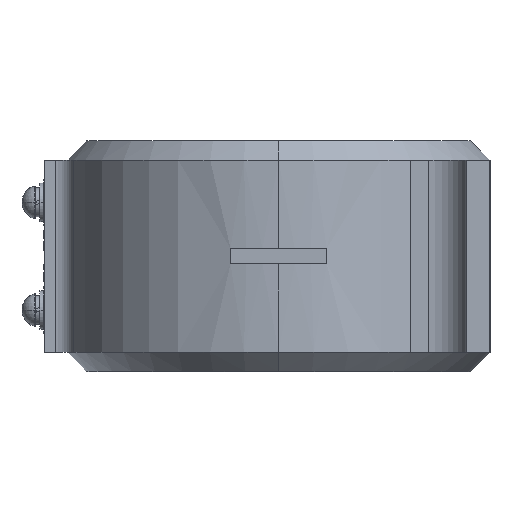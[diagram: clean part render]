
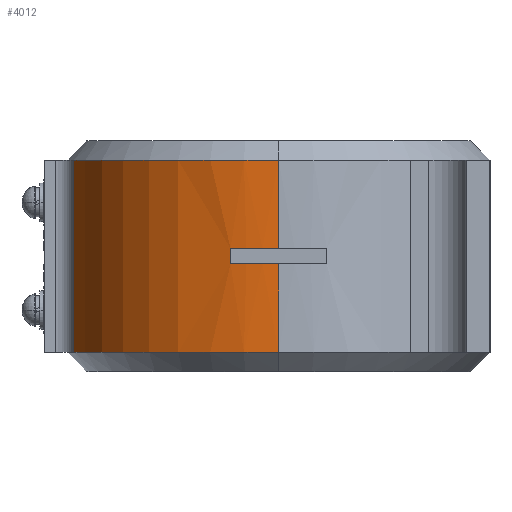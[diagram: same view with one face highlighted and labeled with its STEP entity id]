
A CAD part, left-side view. The second image highlights one B-rep face of the part: STEP entity #4012.
In plain terms, the highlighted cylindrical face has radius 55 mm (diameter 110 mm), a partial arc.
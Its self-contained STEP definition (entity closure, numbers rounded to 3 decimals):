
#341 = CARTESIAN_POINT ( 'NONE',  ( 11.812, 147.187, 214.173 ) ) ;
#354 = DIRECTION ( 'NONE',  ( 0., 0., -1. ) ) ;
#627 = EDGE_CURVE ( 'NONE', #4843, #13125, #5943, .T. ) ;
#667 = CARTESIAN_POINT ( 'NONE',  ( -27.999, 106.433, 191.173 ) ) ;
#729 = CARTESIAN_POINT ( 'NONE',  ( 25.562, 93.933, 187.173 ) ) ;
#1017 = DIRECTION ( 'NONE',  ( 0., 0., -1. ) ) ;
#1046 = CARTESIAN_POINT ( 'NONE',  ( -29.438, 93.933, 164.173 ) ) ;
#1131 = CARTESIAN_POINT ( 'NONE',  ( 25.562, 93.933, 191.173 ) ) ;
#1151 = EDGE_CURVE ( 'NONE', #6908, #1165, #5491, .T. ) ;
#1165 = VERTEX_POINT ( 'NONE', #4476 ) ;
#1252 = CARTESIAN_POINT ( 'NONE',  ( 25.562, 93.933, 214.173 ) ) ;
#1291 = VECTOR ( 'NONE', #1017, 1000. ) ;
#1899 = CIRCLE ( 'NONE', #9449, 55. ) ;
#2244 = DIRECTION ( 'NONE',  ( -1., 0., 0. ) ) ;
#2412 = CARTESIAN_POINT ( 'NONE',  ( 25.562, 93.933, 164.173 ) ) ;
#2589 = EDGE_LOOP ( 'NONE', ( #8058, #6171, #10601, #4251, #4574, #5219, #4719, #9985 ) ) ;
#2719 = EDGE_CURVE ( 'NONE', #10587, #6908, #3857, .T. ) ;
#2771 = AXIS2_PLACEMENT_3D ( 'NONE', #7369, #11432, #2244 ) ;
#2969 = VECTOR ( 'NONE', #7930, 1000. ) ;
#3614 = VECTOR ( 'NONE', #354, 1000. ) ;
#3828 = CARTESIAN_POINT ( 'NONE',  ( -29.438, 93.933, 219.173 ) ) ;
#3857 = CIRCLE ( 'NONE', #13016, 55. ) ;
#4012 = ADVANCED_FACE ( 'NONE', ( #5197 ), #9342, .T. ) ;
#4251 = ORIENTED_EDGE ( 'NONE', *, *, #7451, .T. ) ;
#4378 = EDGE_CURVE ( 'NONE', #10984, #9528, #6122, .T. ) ;
#4476 = CARTESIAN_POINT ( 'NONE',  ( 11.812, 147.187, 164.173 ) ) ;
#4574 = ORIENTED_EDGE ( 'NONE', *, *, #4378, .F. ) ;
#4719 = ORIENTED_EDGE ( 'NONE', *, *, #627, .F. ) ;
#4830 = DIRECTION ( 'NONE',  ( 0., 0., 1. ) ) ;
#4843 = VERTEX_POINT ( 'NONE', #667 ) ;
#4920 = VERTEX_POINT ( 'NONE', #5082 ) ;
#5082 = CARTESIAN_POINT ( 'NONE',  ( -29.438, 93.933, 191.173 ) ) ;
#5197 = FACE_OUTER_BOUND ( 'NONE', #2589, .T. ) ;
#5219 = ORIENTED_EDGE ( 'NONE', *, *, #12104, .F. ) ;
#5222 = DIRECTION ( 'NONE',  ( 0., 0., -1. ) ) ;
#5364 = DIRECTION ( 'NONE',  ( 0., 0., -1. ) ) ;
#5491 = LINE ( 'NONE', #9611, #3614 ) ;
#5745 = AXIS2_PLACEMENT_3D ( 'NONE', #729, #4830, #8948 ) ;
#5943 = LINE ( 'NONE', #9743, #6260 ) ;
#6122 = LINE ( 'NONE', #10244, #1291 ) ;
#6171 = ORIENTED_EDGE ( 'NONE', *, *, #2719, .T. ) ;
#6260 = VECTOR ( 'NONE', #12035, 1000. ) ;
#6510 = DIRECTION ( 'NONE',  ( 0., 0., 1. ) ) ;
#6908 = VERTEX_POINT ( 'NONE', #341 ) ;
#7369 = CARTESIAN_POINT ( 'NONE',  ( 25.562, 93.933, 219.173 ) ) ;
#7451 = EDGE_CURVE ( 'NONE', #1165, #9528, #1899, .T. ) ;
#7764 = CIRCLE ( 'NONE', #9703, 55. ) ;
#7930 = DIRECTION ( 'NONE',  ( 0., 0., -1. ) ) ;
#8058 = ORIENTED_EDGE ( 'NONE', *, *, #12105, .F. ) ;
#8948 = DIRECTION ( 'NONE',  ( 0., -1., 0. ) ) ;
#9307 = EDGE_CURVE ( 'NONE', #4920, #4843, #7764, .T. ) ;
#9342 = CYLINDRICAL_SURFACE ( 'NONE', #2771, 55. ) ;
#9360 = DIRECTION ( 'NONE',  ( 0., 1., 0. ) ) ;
#9449 = AXIS2_PLACEMENT_3D ( 'NONE', #2412, #6510, #10608 ) ;
#9487 = DIRECTION ( 'NONE',  ( 1., 0., 0. ) ) ;
#9528 = VERTEX_POINT ( 'NONE', #1046 ) ;
#9611 = CARTESIAN_POINT ( 'NONE',  ( 11.812, 147.187, 219.173 ) ) ;
#9703 = AXIS2_PLACEMENT_3D ( 'NONE', #1131, #5222, #9360 ) ;
#9743 = CARTESIAN_POINT ( 'NONE',  ( -27.999, 106.433, 219.173 ) ) ;
#9860 = CIRCLE ( 'NONE', #5745, 55. ) ;
#9985 = ORIENTED_EDGE ( 'NONE', *, *, #9307, .F. ) ;
#10244 = CARTESIAN_POINT ( 'NONE',  ( -29.438, 93.933, 219.173 ) ) ;
#10587 = VERTEX_POINT ( 'NONE', #11385 ) ;
#10601 = ORIENTED_EDGE ( 'NONE', *, *, #1151, .T. ) ;
#10608 = DIRECTION ( 'NONE',  ( 1., 0., 0. ) ) ;
#10984 = VERTEX_POINT ( 'NONE', #11087 ) ;
#11087 = CARTESIAN_POINT ( 'NONE',  ( -29.438, 93.933, 187.173 ) ) ;
#11385 = CARTESIAN_POINT ( 'NONE',  ( -29.438, 93.933, 214.173 ) ) ;
#11432 = DIRECTION ( 'NONE',  ( 0., 0., -1. ) ) ;
#12035 = DIRECTION ( 'NONE',  ( 0., 0., -1. ) ) ;
#12104 = EDGE_CURVE ( 'NONE', #13125, #10984, #9860, .T. ) ;
#12105 = EDGE_CURVE ( 'NONE', #10587, #4920, #12961, .T. ) ;
#12642 = CARTESIAN_POINT ( 'NONE',  ( -27.999, 106.433, 187.173 ) ) ;
#12961 = LINE ( 'NONE', #3828, #2969 ) ;
#13016 = AXIS2_PLACEMENT_3D ( 'NONE', #1252, #5364, #9487 ) ;
#13125 = VERTEX_POINT ( 'NONE', #12642 ) ;
